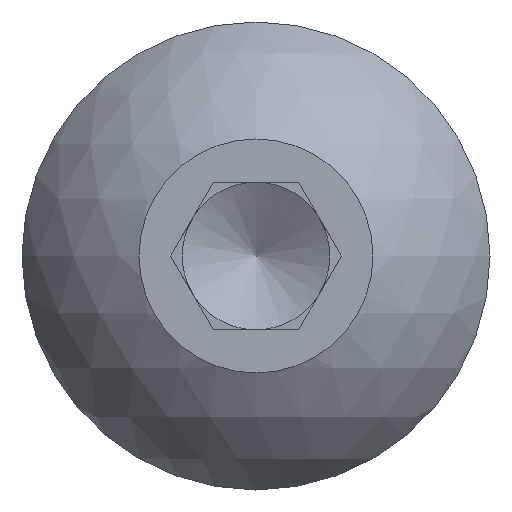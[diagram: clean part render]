
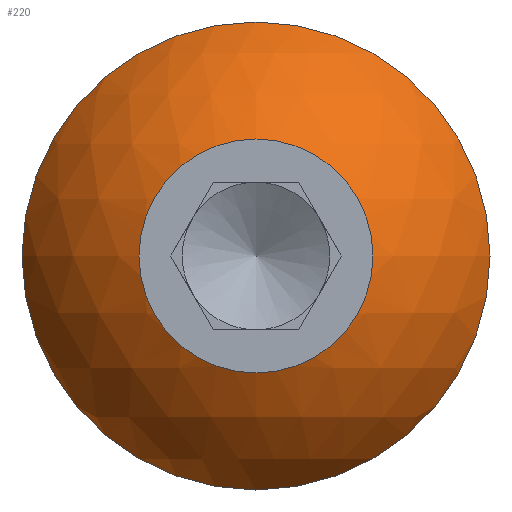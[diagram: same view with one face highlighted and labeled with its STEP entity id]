
A CAD part, left-side view. The second image highlights one B-rep face of the part: STEP entity #220.
In plain terms, the highlighted spherical face has radius 5.315 mm.
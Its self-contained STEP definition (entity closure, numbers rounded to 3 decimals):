
#70 = CARTESIAN_POINT ( 'NONE',  ( 0., 0., 0. ) ) ;
#115 = CARTESIAN_POINT ( 'NONE',  ( 0., 0., 2.375 ) ) ;
#136 = CARTESIAN_POINT ( 'NONE',  ( 2.37, 0., 0. ) ) ;
#155 = FACE_OUTER_BOUND ( 'NONE', #557, .T. ) ;
#220 = ADVANCED_FACE ( 'NONE', ( #651, #155 ), #1054, .T. ) ;
#318 = CIRCLE ( 'NONE', #1200, 2.375 ) ;
#346 = CARTESIAN_POINT ( 'NONE',  ( 4.755, 0., 0. ) ) ;
#362 = DIRECTION ( 'NONE',  ( 0., 0., -1. ) ) ;
#399 = VERTEX_POINT ( 'NONE', #115 ) ;
#482 = CIRCLE ( 'NONE', #912, 4.75 ) ;
#503 = VERTEX_POINT ( 'NONE', #1075 ) ;
#511 = DIRECTION ( 'NONE',  ( 0., 0., 1. ) ) ;
#542 = DIRECTION ( 'NONE',  ( 0., 1., 0. ) ) ;
#557 = EDGE_LOOP ( 'NONE', ( #1066 ) ) ;
#633 = EDGE_LOOP ( 'NONE', ( #838 ) ) ;
#651 = FACE_OUTER_BOUND ( 'NONE', #633, .T. ) ;
#766 = DIRECTION ( 'NONE',  ( 0., 0., 1. ) ) ;
#838 = ORIENTED_EDGE ( 'NONE', *, *, #882, .T. ) ;
#882 = EDGE_CURVE ( 'NONE', #503, #503, #482, .T. ) ;
#883 = AXIS2_PLACEMENT_3D ( 'NONE', #346, #362, #542 ) ;
#912 = AXIS2_PLACEMENT_3D ( 'NONE', #136, #1104, #511 ) ;
#953 = DIRECTION ( 'NONE',  ( -1., 0., 0. ) ) ;
#1000 = EDGE_CURVE ( 'NONE', #399, #399, #318, .T. ) ;
#1054 = SPHERICAL_SURFACE ( 'NONE', #883, 5.315 ) ;
#1066 = ORIENTED_EDGE ( 'NONE', *, *, #1000, .F. ) ;
#1075 = CARTESIAN_POINT ( 'NONE',  ( 2.37, 0., 4.75 ) ) ;
#1104 = DIRECTION ( 'NONE',  ( -1., 0., 0. ) ) ;
#1200 = AXIS2_PLACEMENT_3D ( 'NONE', #70, #953, #766 ) ;
